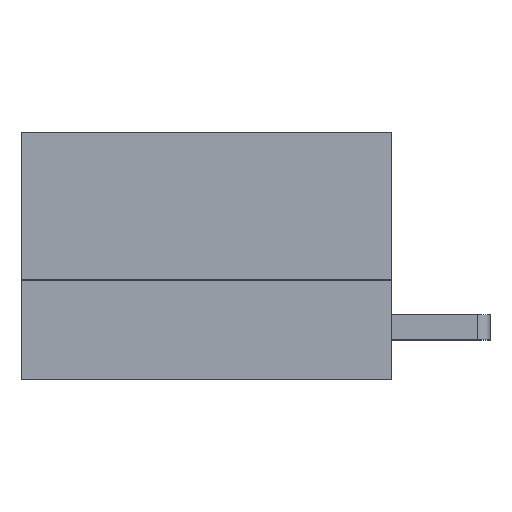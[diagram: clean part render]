
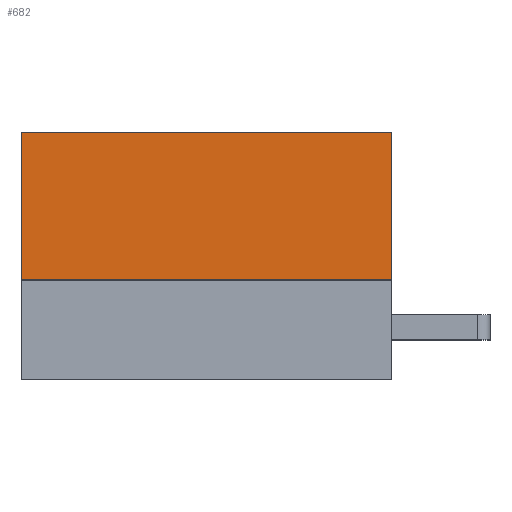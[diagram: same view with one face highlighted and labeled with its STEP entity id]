
A CAD part, top view. The second image highlights one B-rep face of the part: STEP entity #682.
In plain terms, the highlighted planar face has unit normal (0, 0, 1).
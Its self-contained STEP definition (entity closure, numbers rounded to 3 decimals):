
#50=PLANE('',#748);
#83=FACE_OUTER_BOUND('',#124,.T.);
#124=EDGE_LOOP('',(#622,#623,#624,#625));
#187=LINE('',#1086,#263);
#195=LINE('',#1106,#271);
#202=LINE('',#1120,#278);
#203=LINE('',#1122,#279);
#263=VECTOR('',#892,10.);
#271=VECTOR('',#908,10.);
#278=VECTOR('',#921,10.);
#279=VECTOR('',#924,10.);
#348=VERTEX_POINT('',#1083);
#349=VERTEX_POINT('',#1085);
#357=VERTEX_POINT('',#1104);
#361=VERTEX_POINT('',#1118);
#434=EDGE_CURVE('',#349,#348,#187,.T.);
#445=EDGE_CURVE('',#348,#357,#195,.T.);
#452=EDGE_CURVE('',#357,#361,#202,.T.);
#453=EDGE_CURVE('',#349,#361,#203,.T.);
#622=ORIENTED_EDGE('',*,*,#445,.T.);
#623=ORIENTED_EDGE('',*,*,#452,.T.);
#624=ORIENTED_EDGE('',*,*,#453,.F.);
#625=ORIENTED_EDGE('',*,*,#434,.T.);
#682=ADVANCED_FACE('',(#83),#50,.T.);
#748=AXIS2_PLACEMENT_3D('',#1121,#922,#923);
#892=DIRECTION('',(1.,0.,0.));
#908=DIRECTION('',(0.,1.,0.));
#921=DIRECTION('',(-1.,0.,0.));
#922=DIRECTION('center_axis',(0.,0.,1.));
#923=DIRECTION('ref_axis',(0.,1.,0.));
#924=DIRECTION('',(0.,1.,0.));
#1083=CARTESIAN_POINT('',(15.,-6.,19.512));
#1085=CARTESIAN_POINT('',(0.,-6.,19.512));
#1086=CARTESIAN_POINT('',(0.,-6.,19.512));
#1104=CARTESIAN_POINT('',(15.,0.,19.512));
#1106=CARTESIAN_POINT('',(15.,-6.,19.512));
#1118=CARTESIAN_POINT('',(0.,0.,19.512));
#1120=CARTESIAN_POINT('',(15.,0.,19.512));
#1121=CARTESIAN_POINT('Origin',(15.,-6.,19.512));
#1122=CARTESIAN_POINT('',(0.,-6.,19.512));
